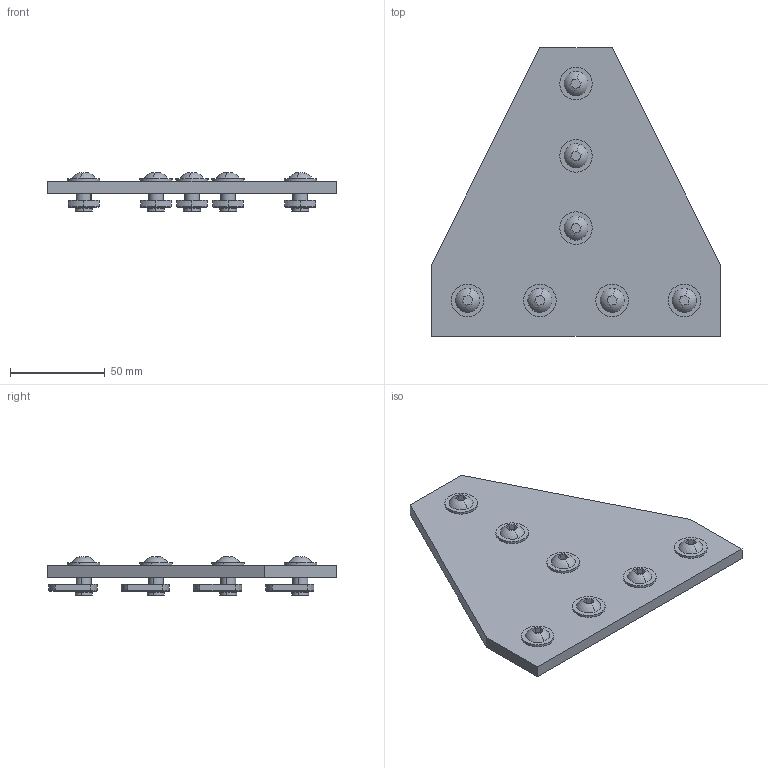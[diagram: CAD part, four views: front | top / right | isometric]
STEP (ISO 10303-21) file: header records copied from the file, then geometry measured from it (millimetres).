
FILE_DESCRIPTION (( 'STEP AP203' ), '1' );
FILE_NAME ('653146.SLDASM.step', '2003-10-13T11:26:10', ( 'Jerry Winters' ), ( 'GoEngineer' ), 'SwSTEP 2.0', 'SolidWorks 2003174', '' );
FILE_SCHEMA (( 'CONFIG_CONTROL_DESIGN' ));
Length unit declared in the file: inch
Products named in the file (5): 653146.SLDASM; 651129; FBHSCS_651134; 651097; Joining Plate (Tee)_653146
Assembly tree (10 placements, depth 3):
  653146.SLDASM
    651129  x7
      FBHSCS_651134
      651097
    Joining Plate (Tee)_653146
Bounding box: 152.4 x 152.4 x 20.27 mm (x, y, z)
Volume: 120916.1 mm3; surface area: 51900.3 mm2
Topology: 15 solids, 15 shells, 267 faces, 585 edges, 369 vertices
Faces by surface type: plane 113, cylinder 105, torus 35, sphere 14
Entity records: 2438 total; most frequent: DIRECTION 341, CARTESIAN_POINT 313, ORIENTED_EDGE 270, AXIS2_PLACEMENT_3D 139, EDGE_CURVE 135, VERTEX_POINT 87, EDGE_LOOP 76, CIRCLE 68
